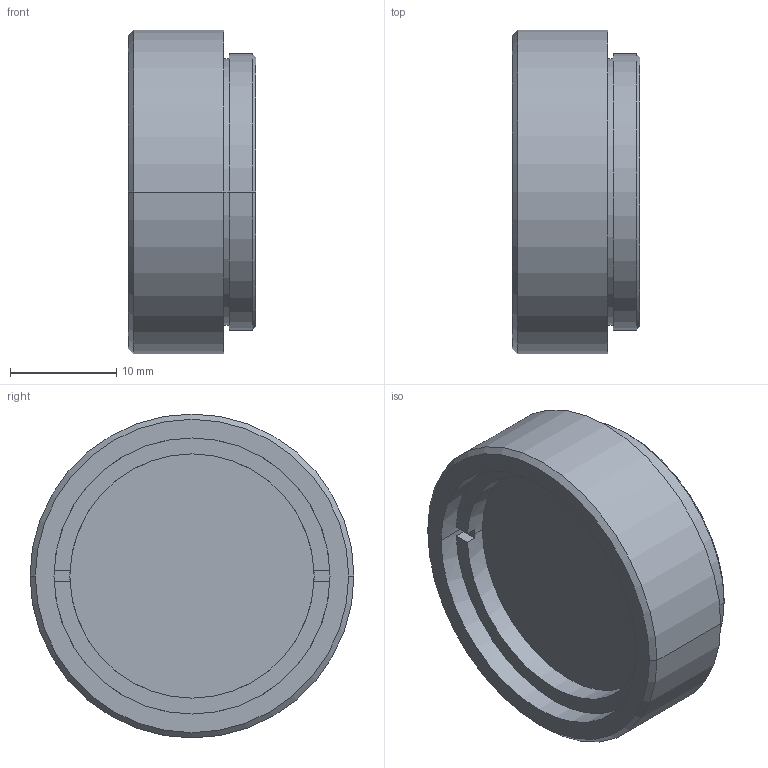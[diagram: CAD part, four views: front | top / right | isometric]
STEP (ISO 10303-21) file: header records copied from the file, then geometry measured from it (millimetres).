
FILE_DESCRIPTION(/* description */ ('VariCAD 2015-1.09 AP-214'),/* implementation_level */ '2;1');
FILE_NAME(/* name */ 'TMDX-25C.stp',/* time_stamp */ '2015-05-27T10:33:29+09:00',/* author */ (''),/* organization */ (''),/* preprocessor_version */ 'ST-DEVELOPER v14',/* originating_system */ 'VariCAD 2015-1.09; kernel version (20130303)',/* authorisation */ '');
FILE_SCHEMA (('AUTOMOTIVE_DESIGN'));
Length unit declared in the file: millimetre
Products named in the file (2): TMDX-25C
Assembly tree (1 placements, depth 2):
  TMDX-25C
    TMDX-25C
Bounding box: 12 x 30.5 x 30.5 mm (x, y, z)
Volume: 3746.1 mm3; surface area: 3344 mm2
Topology: 1 solids, 1 shells, 30 faces, 68 edges, 44 vertices
Faces by surface type: plane 14, cylinder 12, cone 4
Entity records: 910 total; most frequent: DIRECTION 172, CARTESIAN_POINT 146, ORIENTED_EDGE 136, AXIS2_PLACEMENT_3D 70, EDGE_CURVE 68, VERTEX_POINT 44, CIRCLE 36, EDGE_LOOP 34
